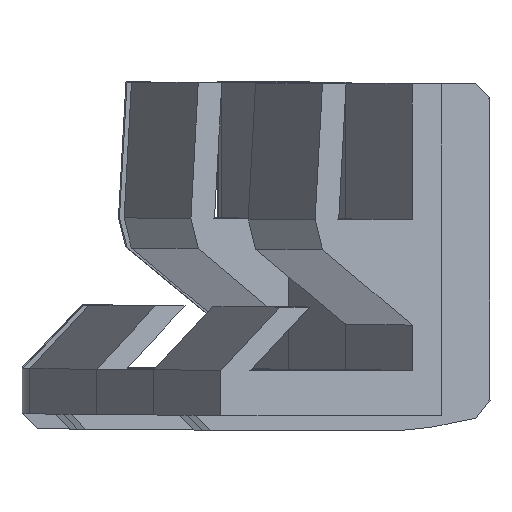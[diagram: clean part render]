
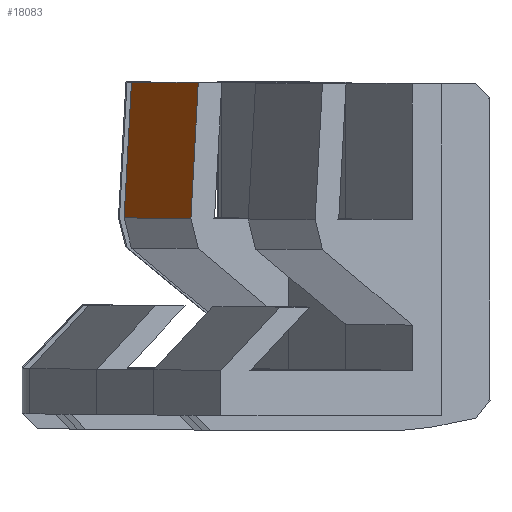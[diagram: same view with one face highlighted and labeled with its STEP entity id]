
A CAD part, left-side view. The second image highlights one B-rep face of the part: STEP entity #18083.
In plain terms, the highlighted face is planar.
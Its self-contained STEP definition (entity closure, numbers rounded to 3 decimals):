
#16188 = PLANE('',#16189);
#16189 = AXIS2_PLACEMENT_3D('',#16190,#16191,#16192);
#16190 = CARTESIAN_POINT('',(-10.5,5.766,9.503));
#16191 = DIRECTION('',(-1.,0.,0.));
#16192 = DIRECTION('',(0.,0.,1.));
#16622 = PLANE('',#16623);
#16623 = AXIS2_PLACEMENT_3D('',#16624,#16625,#16626);
#16624 = CARTESIAN_POINT('',(10.5,5.766,9.503));
#16625 = DIRECTION('',(-1.,0.,0.));
#16626 = DIRECTION('',(0.,0.,1.));
#16882 = VERTEX_POINT('',#16883);
#16883 = CARTESIAN_POINT('',(-10.5,8.1,22.));
#16897 = PLANE('',#16898);
#16898 = AXIS2_PLACEMENT_3D('',#16899,#16900,#16901);
#16899 = CARTESIAN_POINT('',(0.,6.5,22.));
#16900 = DIRECTION('',(0.,0.,-1.));
#16901 = DIRECTION('',(0.,1.,0.));
#16909 = EDGE_CURVE('',#16882,#16910,#16912,.T.);
#16910 = VERTEX_POINT('',#16911);
#16911 = CARTESIAN_POINT('',(-10.5,8.6,13.));
#16912 = SURFACE_CURVE('',#16913,(#16917,#16924),.PCURVE_S1.);
#16913 = LINE('',#16914,#16915);
#16914 = CARTESIAN_POINT('',(-10.5,8.1,22.));
#16915 = VECTOR('',#16916,1.);
#16916 = DIRECTION('',(0.,0.055,-0.998));
#16917 = PCURVE('',#16188,#16918);
#16918 = DEFINITIONAL_REPRESENTATION('',(#16919),#16923);
#16919 = LINE('',#16920,#16921);
#16920 = CARTESIAN_POINT('',(12.497,2.334));
#16921 = VECTOR('',#16922,1.);
#16922 = DIRECTION('',(-0.998,0.055));
#16923 = ( GEOMETRIC_REPRESENTATION_CONTEXT(2) 
PARAMETRIC_REPRESENTATION_CONTEXT() REPRESENTATION_CONTEXT('2D SPACE',''
  ) );
#16924 = PCURVE('',#16925,#16930);
#16925 = PLANE('',#16926);
#16926 = AXIS2_PLACEMENT_3D('',#16927,#16928,#16929);
#16927 = CARTESIAN_POINT('',(0.,8.1,22.));
#16928 = DIRECTION('',(-0.,-0.998,-0.055));
#16929 = DIRECTION('',(0.,0.055,-0.998));
#16930 = DEFINITIONAL_REPRESENTATION('',(#16931),#16935);
#16931 = LINE('',#16932,#16933);
#16932 = CARTESIAN_POINT('',(0.,-10.5));
#16933 = VECTOR('',#16934,1.);
#16934 = DIRECTION('',(1.,0.));
#16935 = ( GEOMETRIC_REPRESENTATION_CONTEXT(2) 
PARAMETRIC_REPRESENTATION_CONTEXT() REPRESENTATION_CONTEXT('2D SPACE',''
  ) );
#16953 = PLANE('',#16954);
#16954 = AXIS2_PLACEMENT_3D('',#16955,#16956,#16957);
#16955 = CARTESIAN_POINT('',(0.,8.6,13.));
#16956 = DIRECTION('',(0.,-0.97,0.243));
#16957 = DIRECTION('',(-0.,-0.243,-0.97));
#17728 = VERTEX_POINT('',#17729);
#17729 = CARTESIAN_POINT('',(10.5,8.1,22.));
#17750 = EDGE_CURVE('',#17728,#17751,#17753,.T.);
#17751 = VERTEX_POINT('',#17752);
#17752 = CARTESIAN_POINT('',(10.5,8.6,13.));
#17753 = SURFACE_CURVE('',#17754,(#17758,#17765),.PCURVE_S1.);
#17754 = LINE('',#17755,#17756);
#17755 = CARTESIAN_POINT('',(10.5,8.1,22.));
#17756 = VECTOR('',#17757,1.);
#17757 = DIRECTION('',(0.,0.055,-0.998));
#17758 = PCURVE('',#16622,#17759);
#17759 = DEFINITIONAL_REPRESENTATION('',(#17760),#17764);
#17760 = LINE('',#17761,#17762);
#17761 = CARTESIAN_POINT('',(12.497,2.334));
#17762 = VECTOR('',#17763,1.);
#17763 = DIRECTION('',(-0.998,0.055));
#17764 = ( GEOMETRIC_REPRESENTATION_CONTEXT(2) 
PARAMETRIC_REPRESENTATION_CONTEXT() REPRESENTATION_CONTEXT('2D SPACE',''
  ) );
#17765 = PCURVE('',#16925,#17766);
#17766 = DEFINITIONAL_REPRESENTATION('',(#17767),#17771);
#17767 = LINE('',#17768,#17769);
#17768 = CARTESIAN_POINT('',(0.,10.5));
#17769 = VECTOR('',#17770,1.);
#17770 = DIRECTION('',(1.,0.));
#17771 = ( GEOMETRIC_REPRESENTATION_CONTEXT(2) 
PARAMETRIC_REPRESENTATION_CONTEXT() REPRESENTATION_CONTEXT('2D SPACE',''
  ) );
#18061 = EDGE_CURVE('',#17728,#16882,#18062,.T.);
#18062 = SURFACE_CURVE('',#18063,(#18067,#18074),.PCURVE_S1.);
#18063 = LINE('',#18064,#18065);
#18064 = CARTESIAN_POINT('',(10.5,8.1,22.));
#18065 = VECTOR('',#18066,1.);
#18066 = DIRECTION('',(-1.,0.,0.));
#18067 = PCURVE('',#16897,#18068);
#18068 = DEFINITIONAL_REPRESENTATION('',(#18069),#18073);
#18069 = LINE('',#18070,#18071);
#18070 = CARTESIAN_POINT('',(1.6,10.5));
#18071 = VECTOR('',#18072,1.);
#18072 = DIRECTION('',(0.,-1.));
#18073 = ( GEOMETRIC_REPRESENTATION_CONTEXT(2) 
PARAMETRIC_REPRESENTATION_CONTEXT() REPRESENTATION_CONTEXT('2D SPACE',''
  ) );
#18074 = PCURVE('',#16925,#18075);
#18075 = DEFINITIONAL_REPRESENTATION('',(#18076),#18080);
#18076 = LINE('',#18077,#18078);
#18077 = CARTESIAN_POINT('',(0.,10.5));
#18078 = VECTOR('',#18079,1.);
#18079 = DIRECTION('',(0.,-1.));
#18080 = ( GEOMETRIC_REPRESENTATION_CONTEXT(2) 
PARAMETRIC_REPRESENTATION_CONTEXT() REPRESENTATION_CONTEXT('2D SPACE',''
  ) );
#18083 = ADVANCED_FACE('',(#18084),#16925,.F.);
#18084 = FACE_BOUND('',#18085,.F.);
#18085 = EDGE_LOOP('',(#18086,#18087,#18108,#18109));
#18086 = ORIENTED_EDGE('',*,*,#16909,.T.);
#18087 = ORIENTED_EDGE('',*,*,#18088,.F.);
#18088 = EDGE_CURVE('',#17751,#16910,#18089,.T.);
#18089 = SURFACE_CURVE('',#18090,(#18094,#18101),.PCURVE_S1.);
#18090 = LINE('',#18091,#18092);
#18091 = CARTESIAN_POINT('',(10.5,8.6,13.));
#18092 = VECTOR('',#18093,1.);
#18093 = DIRECTION('',(-1.,0.,0.));
#18094 = PCURVE('',#16925,#18095);
#18095 = DEFINITIONAL_REPRESENTATION('',(#18096),#18100);
#18096 = LINE('',#18097,#18098);
#18097 = CARTESIAN_POINT('',(9.014,10.5));
#18098 = VECTOR('',#18099,1.);
#18099 = DIRECTION('',(0.,-1.));
#18100 = ( GEOMETRIC_REPRESENTATION_CONTEXT(2) 
PARAMETRIC_REPRESENTATION_CONTEXT() REPRESENTATION_CONTEXT('2D SPACE',''
  ) );
#18101 = PCURVE('',#16953,#18102);
#18102 = DEFINITIONAL_REPRESENTATION('',(#18103),#18107);
#18103 = LINE('',#18104,#18105);
#18104 = CARTESIAN_POINT('',(-0.,10.5));
#18105 = VECTOR('',#18106,1.);
#18106 = DIRECTION('',(0.,-1.));
#18107 = ( GEOMETRIC_REPRESENTATION_CONTEXT(2) 
PARAMETRIC_REPRESENTATION_CONTEXT() REPRESENTATION_CONTEXT('2D SPACE',''
  ) );
#18108 = ORIENTED_EDGE('',*,*,#17750,.F.);
#18109 = ORIENTED_EDGE('',*,*,#18061,.T.);
